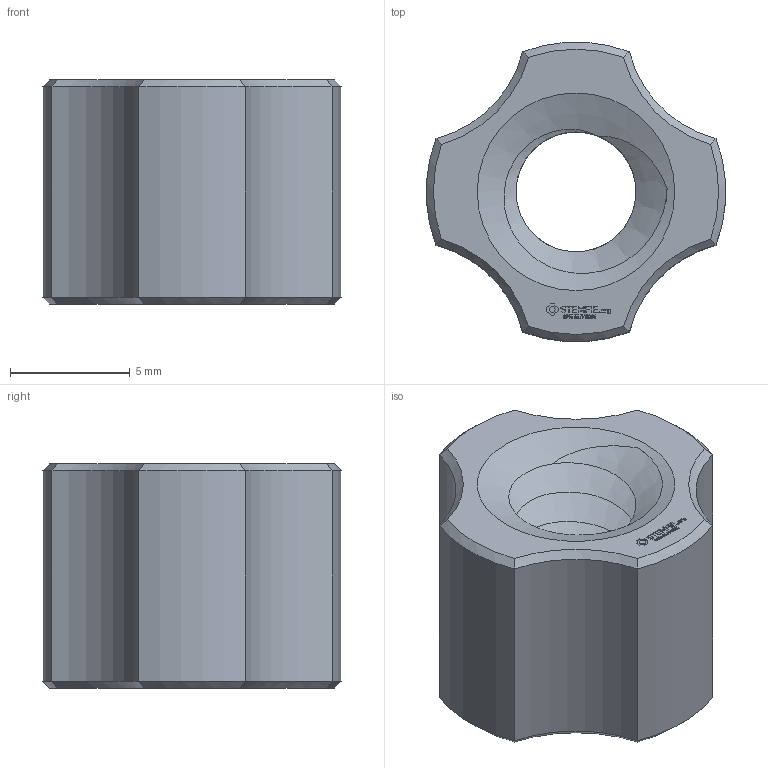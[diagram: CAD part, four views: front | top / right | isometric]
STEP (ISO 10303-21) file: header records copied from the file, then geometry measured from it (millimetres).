
FILE_DESCRIPTION(('FreeCAD Model'),'2;1');
FILE_NAME('Open CASCADE Shape Model','2023-01-06T16:49:07',(''),(''), 'Open CASCADE STEP processor 7.6','FreeCAD','Unknown');
FILE_SCHEMA(('AUTOMOTIVE_DESIGN { 1 0 10303 214 1 1 1 1 }'));
Length unit declared in the file: millimetre
Products named in the file (1): Nut RH BU01.00x00.75 - SPN-NUT-0004 (stemfie.org)
Bounding box: 12.47 x 12.47 x 9.38 mm (x, y, z)
Volume: 680.9 mm3; surface area: 854.1 mm2
Topology: 1 solids, 1 shells, 449 faces, 1229 edges, 814 vertices
Faces by surface type: plane 306, bspline 117, cone 18, cylinder 8
Entity records: 34789 total; most frequent: CARTESIAN_POINT 11738, DIRECTION 3602, LINE 2859, VECTOR 2859, ORIENTED_EDGE 2458, PCURVE 2458, DEFINITIONAL_REPRESENTATION 2458, EDGE_CURVE 1229
